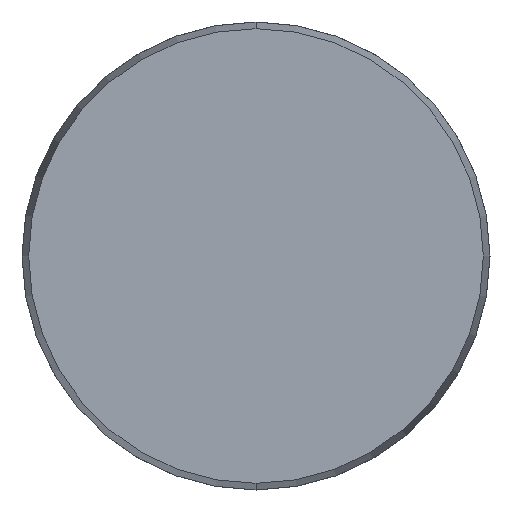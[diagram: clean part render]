
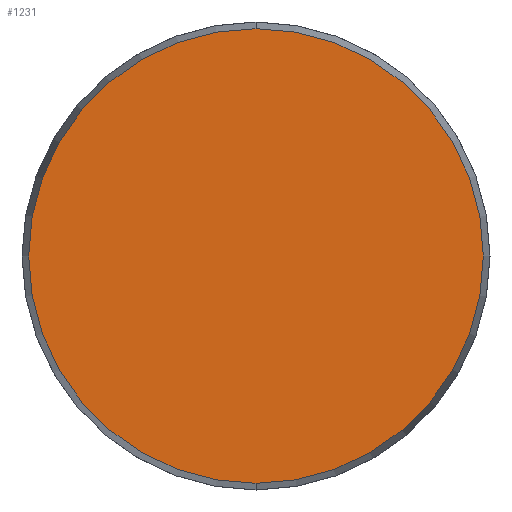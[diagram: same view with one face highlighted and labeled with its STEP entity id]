
A CAD part, front view. The second image highlights one B-rep face of the part: STEP entity #1231.
In plain terms, the highlighted planar face has unit normal (0, -1, 0).
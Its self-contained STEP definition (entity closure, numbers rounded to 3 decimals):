
#13 = DIRECTION ( 'NONE',  ( 0., 0., 1. ) ) ;
#88 = DIRECTION ( 'NONE',  ( 0., 0., -1. ) ) ;
#134 = VERTEX_POINT ( 'NONE', #1152 ) ;
#285 = DIRECTION ( 'NONE',  ( 0., -1., 0. ) ) ;
#335 = VERTEX_POINT ( 'NONE', #482 ) ;
#462 = ORIENTED_EDGE ( 'NONE', *, *, #965, .T. ) ;
#482 = CARTESIAN_POINT ( 'NONE',  ( 0., 0., 29.143 ) ) ;
#496 = DIRECTION ( 'NONE',  ( 0., 0., -1. ) ) ;
#503 = DIRECTION ( 'NONE',  ( 0., -1., 0. ) ) ;
#521 = CIRCLE ( 'NONE', #800, 29.143 ) ;
#588 = AXIS2_PLACEMENT_3D ( 'NONE', #1204, #503, #496 ) ;
#654 = EDGE_LOOP ( 'NONE', ( #1296, #462 ) ) ;
#795 = CARTESIAN_POINT ( 'NONE',  ( 0., 0., 0. ) ) ;
#800 = AXIS2_PLACEMENT_3D ( 'NONE', #795, #285, #88 ) ;
#834 = PLANE ( 'NONE',  #1300 ) ;
#965 = EDGE_CURVE ( 'NONE', #134, #335, #521, .T. ) ;
#1010 = EDGE_CURVE ( 'NONE', #335, #134, #1169, .T. ) ;
#1033 = FACE_OUTER_BOUND ( 'NONE', #654, .T. ) ;
#1047 = CARTESIAN_POINT ( 'NONE',  ( -29.143, 0., 0. ) ) ;
#1134 = DIRECTION ( 'NONE',  ( 0., 1., 0. ) ) ;
#1152 = CARTESIAN_POINT ( 'NONE',  ( 0., 0., -29.143 ) ) ;
#1169 = CIRCLE ( 'NONE', #588, 29.143 ) ;
#1204 = CARTESIAN_POINT ( 'NONE',  ( 0., 0., 0. ) ) ;
#1231 = ADVANCED_FACE ( 'NONE', ( #1033 ), #834, .F. ) ;
#1296 = ORIENTED_EDGE ( 'NONE', *, *, #1010, .T. ) ;
#1300 = AXIS2_PLACEMENT_3D ( 'NONE', #1047, #1134, #13 ) ;
